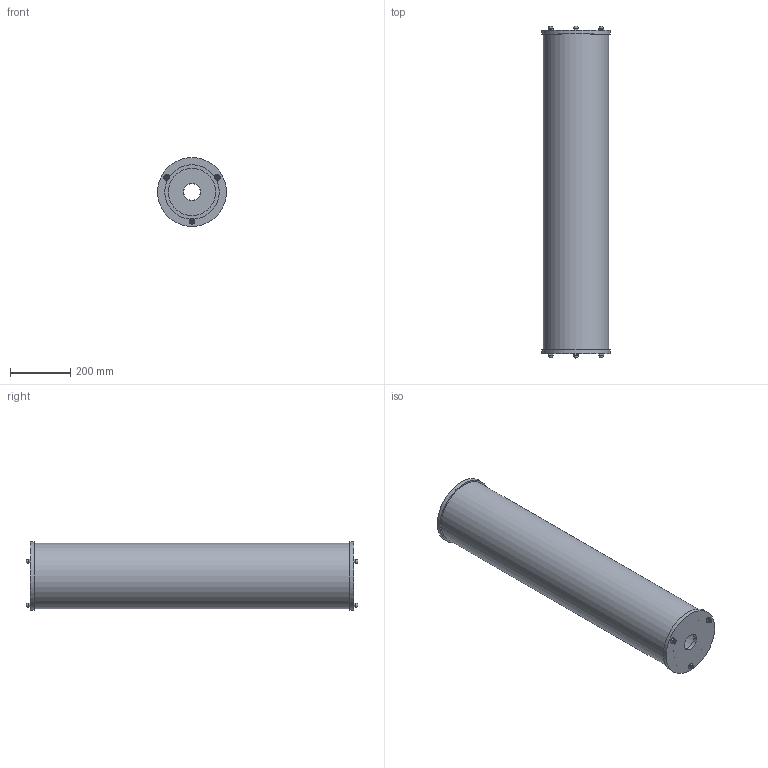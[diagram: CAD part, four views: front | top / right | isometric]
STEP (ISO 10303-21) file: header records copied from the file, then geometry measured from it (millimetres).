
FILE_DESCRIPTION((''),'2;1');
FILE_NAME('ACS#2-20000-GSV_R0.iam.stp','2016-10-13T12:59:00',(''),(''),'Autodesk Inventor 2009','Autodesk Inventor 2009','');
FILE_SCHEMA(('AUTOMOTIVE_DESIGN { 1 0 10303 214 1 1 1 1 }'));
Length unit declared in the file: inch
Products named in the file (7): ACS#2-20000-GSV_R0; ACS-3-20000-METAL_R3; ACS-2-20000_R6; ACS-1-20000-A_R0; ACS-6-20000-M_R0; TVW-10-516; TVN9-516
Assembly tree (19 placements, depth 2):
  ACS#2-20000-GSV_R0
    ACS-3-20000-METAL_R3  x2
    ACS-2-20000_R6
    ACS-1-20000-A_R0
    ACS-6-20000-M_R0  x3
    TVW-10-516  x6
    TVN9-516  x6
Bounding box: 228.6 x 1100.99 x 228.6 mm (x, y, z)
Volume: 7071439.8 mm3; surface area: 2837911 mm2
Topology: 19 solids, 19 shells, 215 faces, 441 edges, 264 vertices
Faces by surface type: cylinder 113, plane 80, bspline 14, sphere 6, cone 2
Full cylindrical faces by diameter (mm): 7.938 x3, 8.334 x6, 8.738 x6, 13.411 x6, 19.05 x6, 156.591 x2, 158.801 x1, 172.822 x1, 180.975 x2, 208.28 x2, 209.55 x1, 215.9 x1, 217.17 x2, 228.6 x2
Entity records: 1616 total; most frequent: DIRECTION 280, CARTESIAN_POINT 269, ORIENTED_EDGE 156, AXIS2_PLACEMENT_3D 125, EDGE_LOOP 92, EDGE_CURVE 78, VERTEX_POINT 60, FACE_OUTER_BOUND 54
